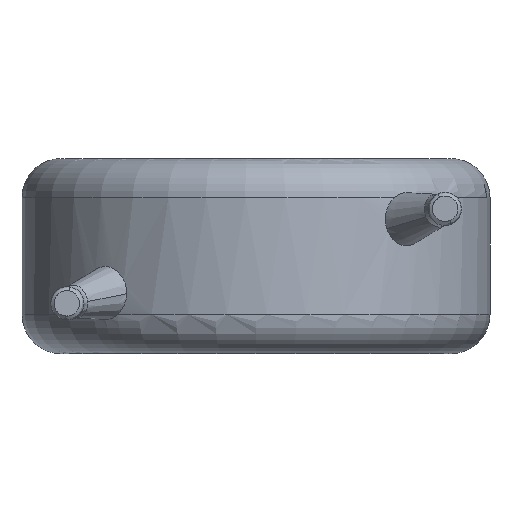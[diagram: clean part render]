
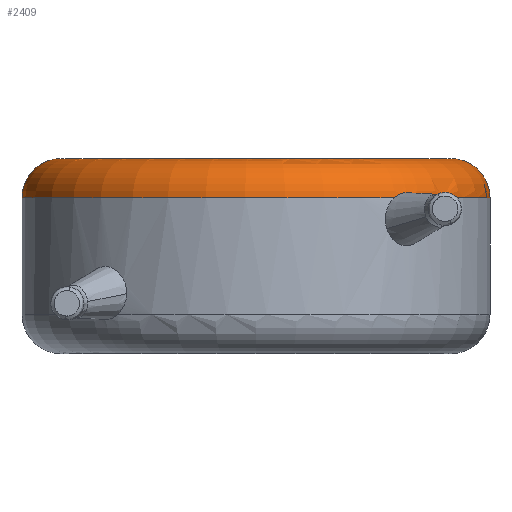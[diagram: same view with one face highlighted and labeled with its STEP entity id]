
A CAD part, front view. The second image highlights one B-rep face of the part: STEP entity #2409.
In plain terms, the highlighted toroidal (fillet/blend) face has major radius 5 mm and minor radius 1 mm.
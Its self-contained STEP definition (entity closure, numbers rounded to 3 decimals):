
#23 = TOROIDAL_SURFACE ( 'NONE', #2545, 5., 1. ) ;
#41 = DIRECTION ( 'NONE',  ( 0., 0., -1. ) ) ;
#132 = DIRECTION ( 'NONE',  ( 0., 0., 1. ) ) ;
#139 = ORIENTED_EDGE ( 'NONE', *, *, #412, .F. ) ;
#158 = ORIENTED_EDGE ( 'NONE', *, *, #3214, .F. ) ;
#225 = CIRCLE ( 'NONE', #3076, 6. ) ;
#285 = CIRCLE ( 'NONE', #375, 1. ) ;
#321 = VERTEX_POINT ( 'NONE', #4090 ) ;
#331 = ORIENTED_EDGE ( 'NONE', *, *, #3484, .F. ) ;
#375 = AXIS2_PLACEMENT_3D ( 'NONE', #2370, #2332, #4015 ) ;
#406 = ORIENTED_EDGE ( 'NONE', *, *, #4215, .T. ) ;
#412 = EDGE_CURVE ( 'NONE', #966, #1987, #510, .T. ) ;
#456 = AXIS2_PLACEMENT_3D ( 'NONE', #1432, #132, #3713 ) ;
#510 = CIRCLE ( 'NONE', #456, 5. ) ;
#550 = FACE_OUTER_BOUND ( 'NONE', #2535, .T. ) ;
#626 = EDGE_CURVE ( 'NONE', #4009, #3139, #1240, .T. ) ;
#768 = AXIS2_PLACEMENT_3D ( 'NONE', #2005, #41, #2676 ) ;
#962 = ORIENTED_EDGE ( 'NONE', *, *, #626, .F. ) ;
#966 = VERTEX_POINT ( 'NONE', #1718 ) ;
#1076 = CARTESIAN_POINT ( 'NONE',  ( 3.547, -4.839, 4. ) ) ;
#1087 = CARTESIAN_POINT ( 'NONE',  ( 6., 0., 4. ) ) ;
#1240 = CIRCLE ( 'NONE', #768, 6. ) ;
#1307 = CIRCLE ( 'NONE', #1725, 1. ) ;
#1432 = CARTESIAN_POINT ( 'NONE',  ( 0., 0., 5. ) ) ;
#1443 = CARTESIAN_POINT ( 'NONE',  ( 0., 0., 4. ) ) ;
#1612 = EDGE_CURVE ( 'NONE', #321, #3139, #2405, .T. ) ;
#1711 = CARTESIAN_POINT ( 'NONE',  ( 4.152, -4.331, 4. ) ) ;
#1718 = CARTESIAN_POINT ( 'NONE',  ( -5., 0., 5. ) ) ;
#1725 = AXIS2_PLACEMENT_3D ( 'NONE', #2347, #2997, #1960 ) ;
#1960 = DIRECTION ( 'NONE',  ( 0., 0., -1. ) ) ;
#1987 = VERTEX_POINT ( 'NONE', #2188 ) ;
#2005 = CARTESIAN_POINT ( 'NONE',  ( 0., 0., 4. ) ) ;
#2126 = CARTESIAN_POINT ( 'NONE',  ( 4.152, -4.331, 4. ) ) ;
#2161 = ORIENTED_EDGE ( 'NONE', *, *, #1612, .T. ) ;
#2188 = CARTESIAN_POINT ( 'NONE',  ( 5., 0., 5. ) ) ;
#2203 = DIRECTION ( 'NONE',  ( 0., 0., -1. ) ) ;
#2332 = DIRECTION ( 'NONE',  ( 0., 1., 0. ) ) ;
#2347 = CARTESIAN_POINT ( 'NONE',  ( 5., 0., 4. ) ) ;
#2370 = CARTESIAN_POINT ( 'NONE',  ( -5., 0., 4. ) ) ;
#2371 = CARTESIAN_POINT ( 'NONE',  ( 4.069, -4.411, 4.082 ) ) ;
#2405 = B_SPLINE_CURVE_WITH_KNOTS ( 'NONE', 3,
 ( #1076, #2431, #3089, #3683, #2371, #1711 ),
 .UNSPECIFIED., .F., .F.,
 ( 4, 2, 4 ),
 ( 0., 0., 0.001 ),
 .UNSPECIFIED. ) ;
#2409 = ADVANCED_FACE ( 'NONE', ( #550 ), #23, .T. ) ;
#2431 = CARTESIAN_POINT ( 'NONE',  ( 3.64, -4.771, 4.083 ) ) ;
#2535 = EDGE_LOOP ( 'NONE', ( #331, #158, #2161, #962, #406, #139 ) ) ;
#2545 = AXIS2_PLACEMENT_3D ( 'NONE', #1443, #2719, #4033 ) ;
#2676 = DIRECTION ( 'NONE',  ( 1., 0., 0. ) ) ;
#2719 = DIRECTION ( 'NONE',  ( 0., 0., 1. ) ) ;
#2997 = DIRECTION ( 'NONE',  ( 0., -1., 0. ) ) ;
#3076 = AXIS2_PLACEMENT_3D ( 'NONE', #4172, #2203, #3812 ) ;
#3089 = CARTESIAN_POINT ( 'NONE',  ( 3.744, -4.68, 4.128 ) ) ;
#3139 = VERTEX_POINT ( 'NONE', #2126 ) ;
#3214 = EDGE_CURVE ( 'NONE', #321, #3301, #225, .T. ) ;
#3301 = VERTEX_POINT ( 'NONE', #4124 ) ;
#3484 = EDGE_CURVE ( 'NONE', #3301, #966, #285, .T. ) ;
#3683 = CARTESIAN_POINT ( 'NONE',  ( 3.96, -4.499, 4.128 ) ) ;
#3713 = DIRECTION ( 'NONE',  ( 1., 0., 0. ) ) ;
#3812 = DIRECTION ( 'NONE',  ( 1., 0., 0. ) ) ;
#4009 = VERTEX_POINT ( 'NONE', #1087 ) ;
#4015 = DIRECTION ( 'NONE',  ( -1., 0., 0. ) ) ;
#4033 = DIRECTION ( 'NONE',  ( 1., 0., 0. ) ) ;
#4090 = CARTESIAN_POINT ( 'NONE',  ( 3.547, -4.839, 4. ) ) ;
#4124 = CARTESIAN_POINT ( 'NONE',  ( -6., 0., 4. ) ) ;
#4172 = CARTESIAN_POINT ( 'NONE',  ( 0., 0., 4. ) ) ;
#4215 = EDGE_CURVE ( 'NONE', #4009, #1987, #1307, .T. ) ;
